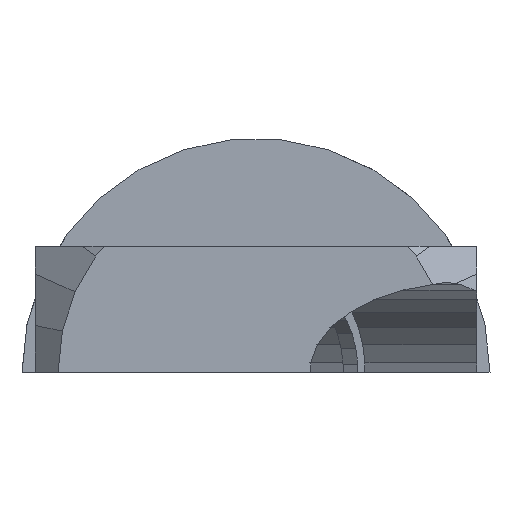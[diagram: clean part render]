
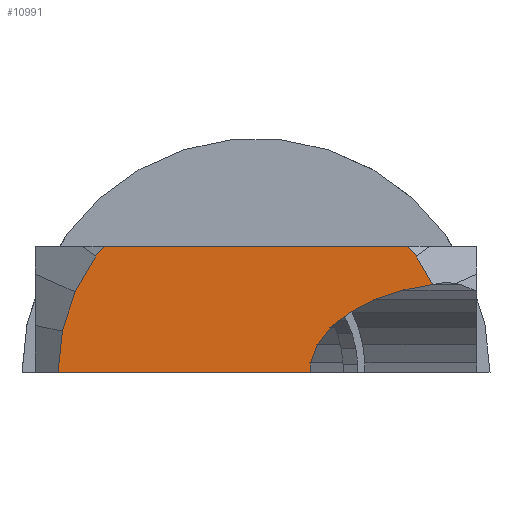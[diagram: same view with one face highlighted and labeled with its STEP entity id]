
A CAD part, front view. The second image highlights one B-rep face of the part: STEP entity #10991.
In plain terms, the highlighted planar face has unit normal (0, -1, 0).
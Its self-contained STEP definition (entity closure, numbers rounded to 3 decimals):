
#5955 = VERTEX_POINT('',#5956);
#5956 = CARTESIAN_POINT('',(-3.418,-26.,35.));
#5991 = EDGE_CURVE('',#5955,#5992,#5994,.T.);
#5992 = VERTEX_POINT('',#5993);
#5993 = CARTESIAN_POINT('',(13.418,-26.,35.));
#5994 = LINE('',#5995,#5996);
#5995 = CARTESIAN_POINT('',(-7.25,-26.,35.));
#5996 = VECTOR('',#5997,1.);
#5997 = DIRECTION('',(1.,0.,0.));
#6665 = VERTEX_POINT('',#6666);
#6666 = CARTESIAN_POINT('',(13.899,-26.,34.466));
#6671 = EDGE_CURVE('',#6672,#6665,#6674,.T.);
#6672 = VERTEX_POINT('',#6673);
#6673 = CARTESIAN_POINT('',(14.817,-26.,32.876));
#6674 = LINE('',#6675,#6676);
#6675 = CARTESIAN_POINT('',(15.049,-26.,32.474));
#6676 = VECTOR('',#6677,1.);
#6677 = DIRECTION('',(-0.5,0.,0.866));
#6944 = EDGE_CURVE('',#6672,#6945,#6947,.T.);
#6945 = VERTEX_POINT('',#6946);
#6946 = CARTESIAN_POINT('',(13.161,-26.,32.568));
#6947 = LINE('',#6948,#6949);
#6948 = CARTESIAN_POINT('',(3.154,-26.,30.703));
#6949 = VECTOR('',#6950,1.);
#6950 = DIRECTION('',(-0.983,0.,
    -0.183));
#6968 = EDGE_CURVE('',#6945,#6969,#6971,.T.);
#6969 = VERTEX_POINT('',#6970);
#6970 = CARTESIAN_POINT('',(11.583,-26.,32.045));
#6971 = LINE('',#6972,#6973);
#6972 = CARTESIAN_POINT('',(3.248,-26.,29.285));
#6973 = VECTOR('',#6974,1.);
#6974 = DIRECTION('',(-0.949,0.,-0.314
    ));
#6992 = EDGE_CURVE('',#6969,#6993,#6995,.T.);
#6993 = VERTEX_POINT('',#6994);
#6994 = CARTESIAN_POINT('',(10.229,-26.,31.346));
#6995 = LINE('',#6996,#6997);
#6996 = CARTESIAN_POINT('',(3.712,-26.,27.98));
#6997 = VECTOR('',#6998,1.);
#6998 = DIRECTION('',(-0.889,0.,
    -0.459));
#7016 = EDGE_CURVE('',#6993,#7017,#7019,.T.);
#7017 = VERTEX_POINT('',#7018);
#7018 = CARTESIAN_POINT('',(9.157,-26.,30.5));
#7019 = LINE('',#7020,#7021);
#7020 = CARTESIAN_POINT('',(4.613,-26.,26.913));
#7021 = VECTOR('',#7022,1.);
#7022 = DIRECTION('',(-0.785,0.,
    -0.62));
#7040 = EDGE_CURVE('',#7017,#7041,#7043,.T.);
#7041 = VERTEX_POINT('',#7042);
#7042 = CARTESIAN_POINT('',(8.416,-26.,29.545));
#7043 = LINE('',#7044,#7045);
#7044 = CARTESIAN_POINT('',(5.958,-26.,26.378));
#7045 = VECTOR('',#7046,1.);
#7046 = DIRECTION('',(-0.613,0.,
    -0.79));
#7064 = EDGE_CURVE('',#7041,#7065,#7067,.T.);
#7065 = VERTEX_POINT('',#7066);
#7066 = CARTESIAN_POINT('',(8.037,-26.,28.523));
#7067 = LINE('',#7068,#7069);
#7068 = CARTESIAN_POINT('',(7.406,-26.,26.82));
#7069 = VECTOR('',#7070,1.);
#7070 = DIRECTION('',(-0.347,0.,
    -0.938));
#7088 = EDGE_CURVE('',#7065,#7089,#7091,.T.);
#7089 = VERTEX_POINT('',#7090);
#7090 = CARTESIAN_POINT('',(8.037,-26.,28.));
#7091 = LINE('',#7092,#7093);
#7092 = CARTESIAN_POINT('',(8.037,-26.,28.261));
#7093 = VECTOR('',#7094,1.);
#7094 = DIRECTION('',(0.,0.,-1.));
#7121 = VERTEX_POINT('',#7122);
#7122 = CARTESIAN_POINT('',(-6.,-26.,28.));
#7127 = EDGE_CURVE('',#7121,#7089,#7128,.T.);
#7128 = LINE('',#7129,#7130);
#7129 = CARTESIAN_POINT('',(-7.25,-26.,28.));
#7130 = VECTOR('',#7131,1.);
#7131 = DIRECTION('',(1.,0.,0.));
#10933 = VERTEX_POINT('',#10934);
#10934 = CARTESIAN_POINT('',(-3.899,-26.,34.466));
#10942 = VERTEX_POINT('',#10943);
#10943 = CARTESIAN_POINT('',(-5.049,-26.,32.474));
#10948 = EDGE_CURVE('',#10933,#10942,#10949,.T.);
#10949 = LINE('',#10950,#10951);
#10950 = CARTESIAN_POINT('',(-3.899,-26.,34.466));
#10951 = VECTOR('',#10952,1.);
#10952 = DIRECTION('',(-0.5,0.,-0.866));
#10981 = EDGE_CURVE('',#5955,#10933,#10982,.T.);
#10982 = LINE('',#10983,#10984);
#10983 = CARTESIAN_POINT('',(-2.36,-26.,36.175));
#10984 = VECTOR('',#10985,1.);
#10985 = DIRECTION('',(-0.669,0.,
    -0.743));
#10991 = ADVANCED_FACE('',(#10992),#11026,.F.);
#10992 = FACE_BOUND('',#10993,.F.);
#10993 = EDGE_LOOP('',(#10994,#10995,#10996,#11004,#11010,#11011,#11012,
    #11013,#11019,#11020,#11021,#11022,#11023,#11024,#11025));
#10994 = ORIENTED_EDGE('',*,*,#7088,.T.);
#10995 = ORIENTED_EDGE('',*,*,#7127,.F.);
#10996 = ORIENTED_EDGE('',*,*,#10997,.F.);
#10997 = EDGE_CURVE('',#10998,#7121,#11000,.T.);
#10998 = VERTEX_POINT('',#10999);
#10999 = CARTESIAN_POINT('',(-5.76,-26.,30.287));
#11000 = LINE('',#11001,#11002);
#11001 = CARTESIAN_POINT('',(-5.76,-26.,30.287));
#11002 = VECTOR('',#11003,1.);
#11003 = DIRECTION('',(-0.105,0.,
    -0.995));
#11004 = ORIENTED_EDGE('',*,*,#11005,.F.);
#11005 = EDGE_CURVE('',#10942,#10998,#11006,.T.);
#11006 = LINE('',#11007,#11008);
#11007 = CARTESIAN_POINT('',(-5.049,-26.,32.474));
#11008 = VECTOR('',#11009,1.);
#11009 = DIRECTION('',(-0.309,0.,
    -0.951));
#11010 = ORIENTED_EDGE('',*,*,#10948,.F.);
#11011 = ORIENTED_EDGE('',*,*,#10981,.F.);
#11012 = ORIENTED_EDGE('',*,*,#5991,.T.);
#11013 = ORIENTED_EDGE('',*,*,#11014,.F.);
#11014 = EDGE_CURVE('',#6665,#5992,#11015,.T.);
#11015 = LINE('',#11016,#11017);
#11016 = CARTESIAN_POINT('',(13.899,-26.,34.466));
#11017 = VECTOR('',#11018,1.);
#11018 = DIRECTION('',(-0.669,0.,
    0.743));
#11019 = ORIENTED_EDGE('',*,*,#6671,.F.);
#11020 = ORIENTED_EDGE('',*,*,#6944,.T.);
#11021 = ORIENTED_EDGE('',*,*,#6968,.T.);
#11022 = ORIENTED_EDGE('',*,*,#6992,.T.);
#11023 = ORIENTED_EDGE('',*,*,#7016,.T.);
#11024 = ORIENTED_EDGE('',*,*,#7040,.T.);
#11025 = ORIENTED_EDGE('',*,*,#7064,.T.);
#11026 = PLANE('',#11027);
#11027 = AXIS2_PLACEMENT_3D('',#11028,#11029,#11030);
#11028 = CARTESIAN_POINT('',(16.,-26.,28.));
#11029 = DIRECTION('',(0.,1.,0.));
#11030 = DIRECTION('',(-1.,0.,0.));
